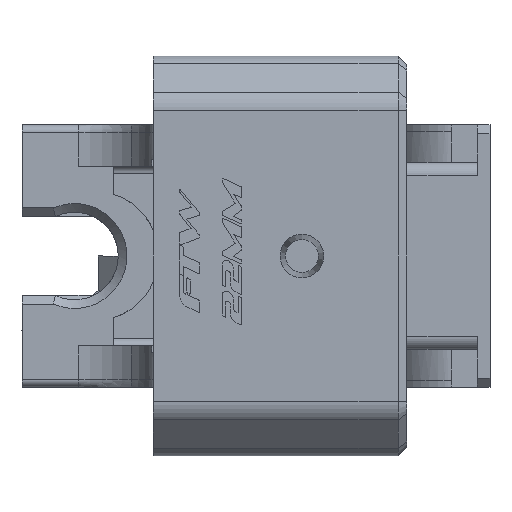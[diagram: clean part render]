
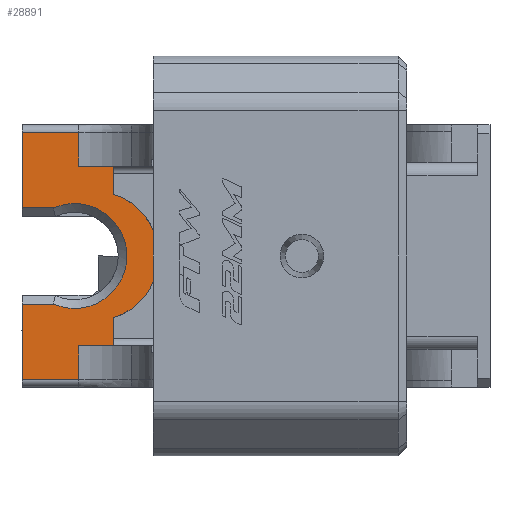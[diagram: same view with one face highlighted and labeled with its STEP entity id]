
A CAD part, left-side view. The second image highlights one B-rep face of the part: STEP entity #28891.
In plain terms, the highlighted planar face has unit normal (-1, 0, 0).
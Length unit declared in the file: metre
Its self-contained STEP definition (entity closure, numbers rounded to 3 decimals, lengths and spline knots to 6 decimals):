
#419=CIRCLE('',#30659,0.006);
#756=B_SPLINE_CURVE_WITH_KNOTS('',3,(#45146,#45147,#45148,#45149,#45150),
 .UNSPECIFIED.,.F.,.F.,(4,1,4),(0.,0.5,1.),.UNSPECIFIED.);
#757=B_SPLINE_CURVE_WITH_KNOTS('',3,(#45152,#45153,#45154,#45155,#45156),
 .UNSPECIFIED.,.F.,.F.,(4,1,4),(0.,0.5,1.),.UNSPECIFIED.);
#3420=ORIENTED_EDGE('',*,*,#11282,.T.);
#3421=ORIENTED_EDGE('',*,*,#11283,.T.);
#3422=ORIENTED_EDGE('',*,*,#11284,.T.);
#3423=ORIENTED_EDGE('',*,*,#11285,.F.);
#3424=ORIENTED_EDGE('',*,*,#11286,.T.);
#3425=ORIENTED_EDGE('',*,*,#11287,.T.);
#3426=ORIENTED_EDGE('',*,*,#11288,.F.);
#3427=ORIENTED_EDGE('',*,*,#11289,.T.);
#3428=ORIENTED_EDGE('',*,*,#11290,.T.);
#3429=ORIENTED_EDGE('',*,*,#11291,.T.);
#3430=ORIENTED_EDGE('',*,*,#11292,.F.);
#3431=ORIENTED_EDGE('',*,*,#11293,.T.);
#3432=ORIENTED_EDGE('',*,*,#11294,.T.);
#3433=ORIENTED_EDGE('',*,*,#11295,.T.);
#3434=ORIENTED_EDGE('',*,*,#11296,.F.);
#11282=EDGE_CURVE('',#15332,#15333,#18062,.T.);
#11283=EDGE_CURVE('',#15333,#15334,#18063,.T.);
#11284=EDGE_CURVE('',#15334,#15335,#18064,.T.);
#11285=EDGE_CURVE('',#15336,#15335,#18065,.T.);
#11286=EDGE_CURVE('',#15336,#15337,#756,.T.);
#11287=EDGE_CURVE('',#15337,#15338,#757,.T.);
#11288=EDGE_CURVE('',#15339,#15338,#18066,.T.);
#11289=EDGE_CURVE('',#15339,#15340,#18067,.T.);
#11290=EDGE_CURVE('',#15340,#15341,#18068,.T.);
#11291=EDGE_CURVE('',#15341,#15342,#18069,.T.);
#11292=EDGE_CURVE('',#15343,#15342,#18070,.T.);
#11293=EDGE_CURVE('',#15343,#15344,#18071,.T.);
#11294=EDGE_CURVE('',#15344,#15345,#419,.T.);
#11295=EDGE_CURVE('',#15345,#15346,#18072,.T.);
#11296=EDGE_CURVE('',#15332,#15346,#18073,.T.);
#15332=VERTEX_POINT('',#45138);
#15333=VERTEX_POINT('',#45139);
#15334=VERTEX_POINT('',#45141);
#15335=VERTEX_POINT('',#45143);
#15336=VERTEX_POINT('',#45145);
#15337=VERTEX_POINT('',#45151);
#15338=VERTEX_POINT('',#45157);
#15339=VERTEX_POINT('',#45159);
#15340=VERTEX_POINT('',#45161);
#15341=VERTEX_POINT('',#45163);
#15342=VERTEX_POINT('',#45165);
#15343=VERTEX_POINT('',#45167);
#15344=VERTEX_POINT('',#45169);
#15345=VERTEX_POINT('',#45171);
#15346=VERTEX_POINT('',#45173);
#18062=LINE('',#45137,#21793);
#18063=LINE('',#45140,#21794);
#18064=LINE('',#45142,#21795);
#18065=LINE('',#45144,#21796);
#18066=LINE('',#45158,#21797);
#18067=LINE('',#45160,#21798);
#18068=LINE('',#45162,#21799);
#18069=LINE('',#45164,#21800);
#18070=LINE('',#45166,#21801);
#18071=LINE('',#45168,#21802);
#18072=LINE('',#45172,#21803);
#18073=LINE('',#45174,#21804);
#21793=VECTOR('',#34053,1.);
#21794=VECTOR('',#34054,1.);
#21795=VECTOR('',#34055,1.);
#21796=VECTOR('',#34056,1.);
#21797=VECTOR('',#34057,1.);
#21798=VECTOR('',#34058,1.);
#21799=VECTOR('',#34059,1.);
#21800=VECTOR('',#34060,1.);
#21801=VECTOR('',#34061,1.);
#21802=VECTOR('',#34062,1.);
#21803=VECTOR('',#34065,1.);
#21804=VECTOR('',#34066,1.);
#24508=EDGE_LOOP('',(#3420,#3421,#3422,#3423,#3424,#3425,#3426,#3427,#3428,
#3429,#3430,#3431,#3432,#3433,#3434));
#26112=FACE_BOUND('',#24508,.T.);
#27505=PLANE('',#30658);
#28891=ADVANCED_FACE('',(#26112),#27505,.T.);
#30658=AXIS2_PLACEMENT_3D('',#45136,#34051,#34052);
#30659=AXIS2_PLACEMENT_3D('',#45170,#34063,#34064);
#34051=DIRECTION('',(-1.,0.,0.));
#34052=DIRECTION('',(0.,-1.,0.));
#34053=DIRECTION('',(0.,-1.,0.));
#34054=DIRECTION('',(0.,0.,1.));
#34055=DIRECTION('',(0.,-1.,0.));
#34056=DIRECTION('',(0.,0.,-1.));
#34057=DIRECTION('',(0.,0.,-1.));
#34058=DIRECTION('',(0.,1.,0.));
#34059=DIRECTION('',(0.,0.,1.));
#34060=DIRECTION('',(0.,1.,0.));
#34061=DIRECTION('',(0.,0.,1.));
#34062=DIRECTION('',(0.,-1.,0.));
#34063=DIRECTION('',(1.,0.,0.));
#34064=DIRECTION('',(0.,-1.,0.));
#34065=DIRECTION('',(0.,1.,0.));
#34066=DIRECTION('',(0.,0.,1.));
#45136=CARTESIAN_POINT('',(0.054306,0.01769,0.));
#45137=CARTESIAN_POINT('',(0.054306,0.01769,-0.0141));
#45138=CARTESIAN_POINT('',(0.054306,0.042,-0.0141));
#45139=CARTESIAN_POINT('',(0.054306,0.035521,-0.0141));
#45140=CARTESIAN_POINT('',(0.054306,0.035521,0.));
#45141=CARTESIAN_POINT('',(0.054306,0.035521,-0.010275));
#45142=CARTESIAN_POINT('',(0.054306,0.07903,-0.010275));
#45143=CARTESIAN_POINT('',(0.054306,0.031564,-0.010275));
#45144=CARTESIAN_POINT('',(0.054306,0.031564,0.022351));
#45145=CARTESIAN_POINT('',(0.054306,0.031564,-0.007042));
#45146=CARTESIAN_POINT('',(0.054306,0.031564,-0.007042));
#45147=CARTESIAN_POINT('',(0.054306,0.030064,-0.006606));
#45148=CARTESIAN_POINT('',(0.054306,0.027392,-0.004696));
#45149=CARTESIAN_POINT('',(0.054306,0.026384,-0.00157));
#45150=CARTESIAN_POINT('',(0.054306,0.026384,0.));
#45151=CARTESIAN_POINT('',(0.054306,0.026384,0.));
#45152=CARTESIAN_POINT('',(0.054306,0.026384,0.));
#45153=CARTESIAN_POINT('',(0.054306,0.026384,0.001565));
#45154=CARTESIAN_POINT('',(0.054306,0.027379,0.004677));
#45155=CARTESIAN_POINT('',(0.054306,0.030057,0.006604));
#45156=CARTESIAN_POINT('',(0.054306,0.031564,0.007042));
#45157=CARTESIAN_POINT('',(0.054306,0.031564,0.007042));
#45158=CARTESIAN_POINT('',(0.054306,0.031564,0.022351));
#45159=CARTESIAN_POINT('',(0.054306,0.031564,0.010275));
#45160=CARTESIAN_POINT('',(0.054306,0.07903,0.010275));
#45161=CARTESIAN_POINT('',(0.054306,0.035521,0.010275));
#45162=CARTESIAN_POINT('',(0.054306,0.035521,0.));
#45163=CARTESIAN_POINT('',(0.054306,0.035521,0.0141));
#45164=CARTESIAN_POINT('',(0.054306,0.042,0.0141));
#45165=CARTESIAN_POINT('',(0.054306,0.042,0.0141));
#45166=CARTESIAN_POINT('',(0.054306,0.042,0.));
#45167=CARTESIAN_POINT('',(0.054306,0.042,0.0055));
#45168=CARTESIAN_POINT('',(0.054306,0.039969,0.0055));
#45169=CARTESIAN_POINT('',(0.054306,0.038398,0.0055));
#45170=CARTESIAN_POINT('',(0.054306,0.036,0.));
#45171=CARTESIAN_POINT('',(0.054306,0.038398,-0.0055));
#45172=CARTESIAN_POINT('',(0.054306,0.01769,-0.0055));
#45173=CARTESIAN_POINT('',(0.054306,0.042,-0.0055));
#45174=CARTESIAN_POINT('',(0.054306,0.042,0.));
